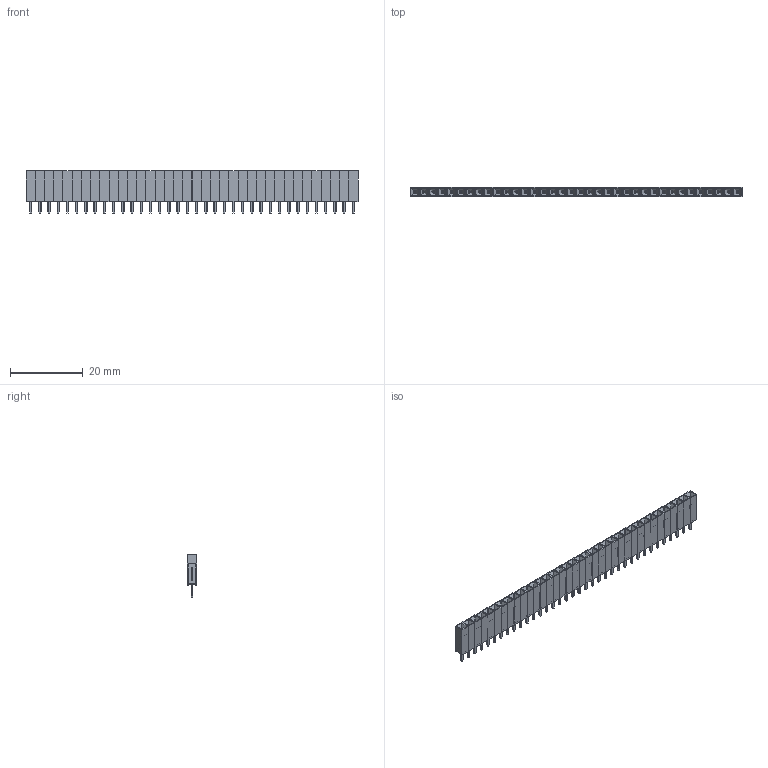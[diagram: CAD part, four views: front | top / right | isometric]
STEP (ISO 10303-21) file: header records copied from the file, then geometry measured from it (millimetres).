
FILE_DESCRIPTION(/* description */ (''),/* implementation_level */ '2;1');
FILE_NAME(/* name */ 'Female Pin Header 01x36.stp',/* time_stamp */ '2019-11-24T10:12:43+01:00',/* author */ ('Bernd das Brot'),/* organization */ (''),/* preprocessor_version */ 'ST-DEVELOPER v18',/* originating_system */ 'Autodesk Inventor 2020',/* authorisation */ '');
FILE_SCHEMA (('AP203_CONFIGURATION_CONTROLLED_3D_DESIGN_OF_MECHANICAL_PARTS_AND_ASSEMBLIES_MIM_LF { 1 0 10303 203 3 1 4 }','AUTOMOTIVE_DESIGN { 1 0 10303 214 3 1 1 }'));
Length unit declared in the file: millimetre
Products named in the file (2): Female Pin Header 01x36; Female Pin Header 1x
Assembly tree (36 placements, depth 2):
  Female Pin Header 01x36
    Female Pin Header 1x  x36
Bounding box: 91.44 x 2.54 x 11.7 mm (x, y, z)
Volume: 1019.7 mm3; surface area: 6740.8 mm2
Topology: 36 solids, 36 shells, 5400 faces, 12456 edges, 7056 vertices
Faces by surface type: cylinder 2412, plane 1620, sphere 720, torus 504, bspline 144
Entity records: 4773 total; most frequent: DIRECTION 858, CARTESIAN_POINT 846, ORIENTED_EDGE 684, EDGE_CURVE 342, AXIS2_PLACEMENT_3D 336, VERTEX_POINT 196, LINE 186, VECTOR 186
